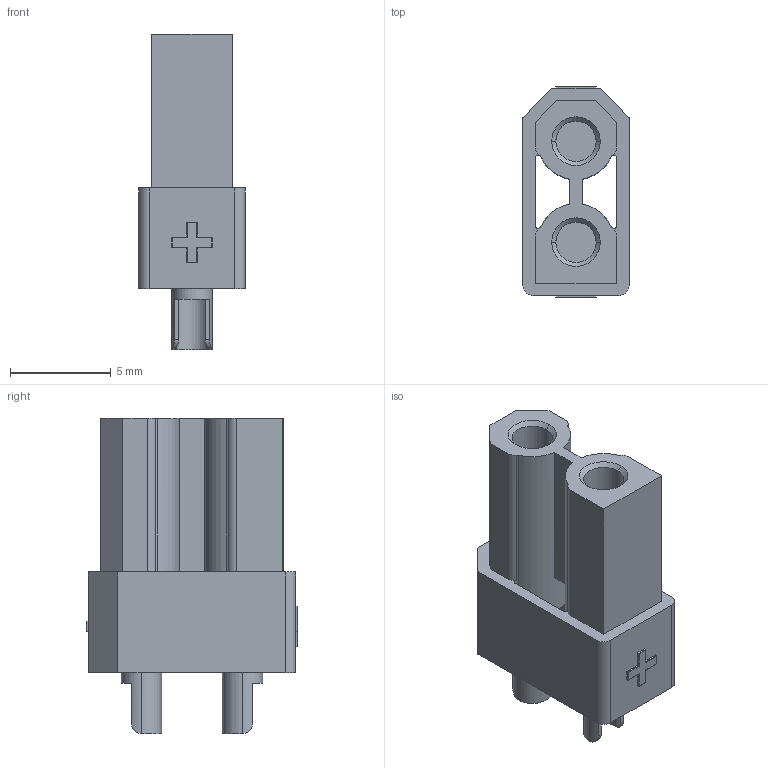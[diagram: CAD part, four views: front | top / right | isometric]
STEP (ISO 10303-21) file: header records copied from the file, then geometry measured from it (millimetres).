
FILE_DESCRIPTION (( 'STEP AP214' ), '1' );
FILE_NAME ('XT30F.STEP', '2024-12-29T05:45:31', ( '' ), ( '' ), 'SwSTEP 2.0', 'SolidWorks 2023', '' );
FILE_SCHEMA (( 'AUTOMOTIVE_DESIGN' ));
Length unit declared in the file: inch
Products named in the file (2): XT30_Buchse; XT30F
Assembly tree (1 placements, depth 2):
  XT30F
    XT30_Buchse
Bounding box: 5.25 x 10.45 x 15.6 mm (x, y, z)
Volume: 307.8 mm3; surface area: 773.8 mm2
Topology: 1 solids, 1 shells, 148 faces, 382 edges, 224 vertices
Faces by surface type: cylinder 70, plane 58, bspline 16, cone 4
Entity records: 4975 total; most frequent: CARTESIAN_POINT 1398, DIRECTION 758, ORIENTED_EDGE 732, EDGE_CURVE 366, AXIS2_PLACEMENT_3D 272, VERTEX_POINT 224, LINE 214, VECTOR 214
